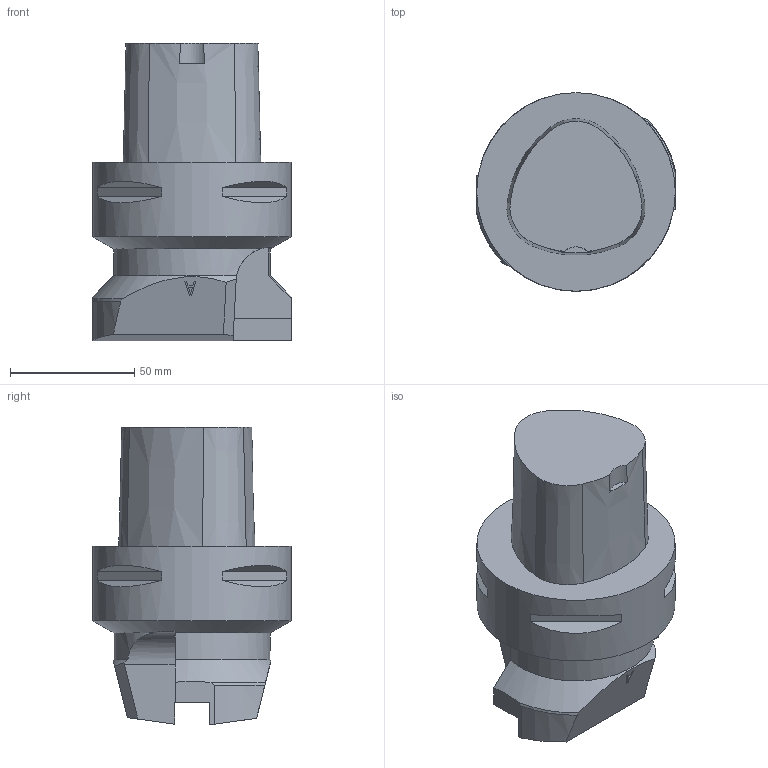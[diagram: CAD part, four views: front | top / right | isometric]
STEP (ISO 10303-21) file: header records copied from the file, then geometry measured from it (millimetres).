
FILE_DESCRIPTION(/* description */ (''),/* implementation_level */ '2;1');
FILE_NAME(/* name */ '1545053686713.stp',/* time_stamp */ '2018-12-17T14:35:03+01:00',/* author */ (''),/* organization */ ('SMS'),/* preprocessor_version */ 'ST-DEVELOPER v15',/* originating_system */ 'SIEMENS PLM Software NX 8.5',/* authorisation */ '');
FILE_SCHEMA (('AUTOMOTIVE_DESIGN { 1 0 10303 214 3 1 1 1 }'));
Length unit declared in the file: millimetre
Products named in the file (1): 200954461mod000_01
Bounding box: 80 x 80 x 120 mm (x, y, z)
Volume: 379777.4 mm3; surface area: 35664.3 mm2
Topology: 1 solids, 1 shells, 76 faces, 192 edges, 132 vertices
Faces by surface type: plane 49, cone 11, cylinder 8, extrusion 8
Full cylindrical faces by diameter (mm): 80 x1
Entity records: 2588 total; most frequent: CARTESIAN_POINT 787, ORIENTED_EDGE 376, DIRECTION 318, EDGE_CURVE 188, VERTEX_POINT 126, AXIS2_PLACEMENT_3D 115, EDGE_LOOP 88, VECTOR 88
